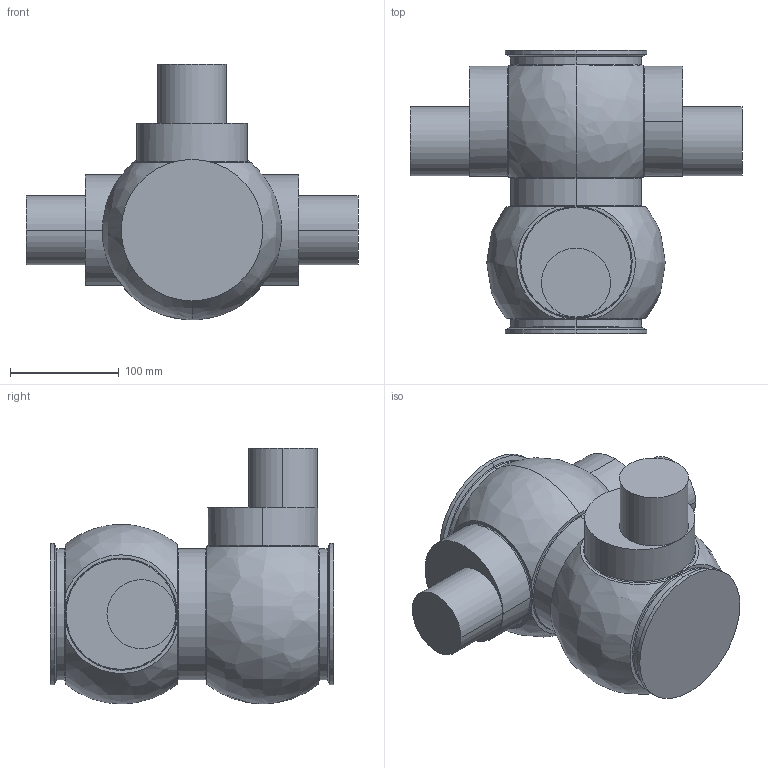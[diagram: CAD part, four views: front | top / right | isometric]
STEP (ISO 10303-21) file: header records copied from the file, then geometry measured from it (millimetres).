
FILE_DESCRIPTION (( 'STEP AP214' ), '1' );
FILE_NAME ('126926.STEP', '2018-05-09T19:26:13', ( '' ), ( '' ), 'SwSTEP 2.0', 'SolidWorks 2014', '' );
FILE_SCHEMA (( 'AUTOMOTIVE_DESIGN' ));
Length unit declared in the file: inch
Products named in the file (1): 126926
Bounding box: 305.56 x 260.53 x 235.33 mm (x, y, z)
Volume: 5580236 mm3; surface area: 225749.2 mm2
Topology: 1 solids, 1 shells, 77 faces, 179 edges, 105 vertices
Faces by surface type: bspline 33, cylinder 22, plane 18, cone 4
Entity records: 3542 total; most frequent: CARTESIAN_POINT 1940, ORIENTED_EDGE 346, DIRECTION 310, EDGE_CURVE 173, AXIS2_PLACEMENT_3D 133, VERTEX_POINT 105, CIRCLE 88, EDGE_LOOP 84
